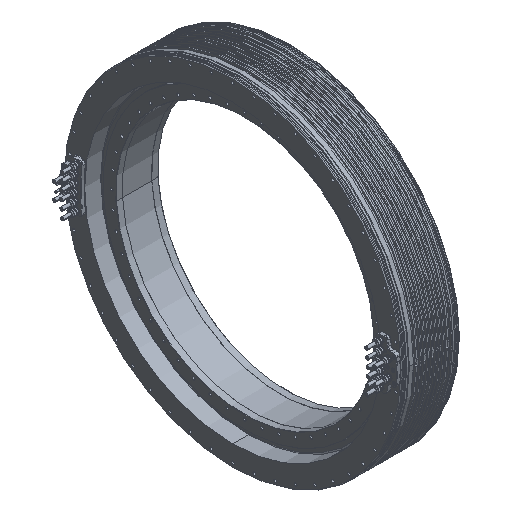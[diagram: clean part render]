
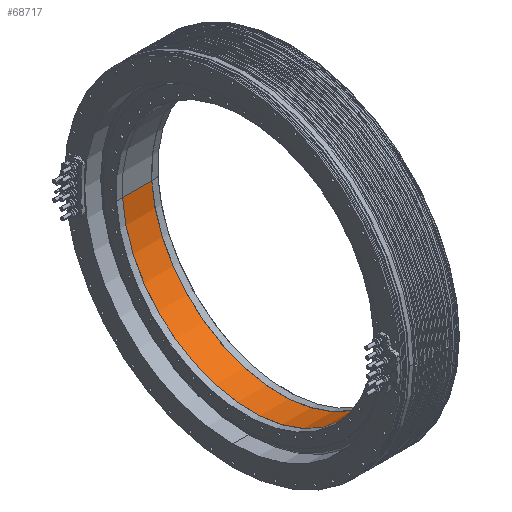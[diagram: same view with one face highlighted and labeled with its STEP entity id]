
A CAD part, isometric view. The second image highlights one B-rep face of the part: STEP entity #68717.
In plain terms, the highlighted cylindrical face has radius 400.25 mm (diameter 800.5 mm), a partial arc.
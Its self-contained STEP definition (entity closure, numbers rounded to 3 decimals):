
#62414=CARTESIAN_POINT('',(57.75,0.,0.));
#62415=DIRECTION('',(1.,0.,0.));
#62416=DIRECTION('',(0.,-0.998,0.065));
#62417=AXIS2_PLACEMENT_3D('',#62414,#62415,#62416);
#62424=DIRECTION('',(-1.,0.,0.));
#62425=VECTOR('',#62424,90.5);
#62426=CARTESIAN_POINT('',(57.75,-399.393,26.178));
#62427=LINE('',#62426,#62425);
#62428=DIRECTION('',(1.,0.,0.));
#62429=VECTOR('',#62428,90.5);
#62430=CARTESIAN_POINT('',(-32.75,399.393,
-26.178));
#62431=LINE('',#62430,#62429);
#62455=CARTESIAN_POINT('',(-32.75,0.,0.));
#62456=DIRECTION('',(-1.,0.,0.));
#62457=DIRECTION('',(0.,0.998,-0.065));
#62458=AXIS2_PLACEMENT_3D('',#62455,#62456,#62457);
#64213=CARTESIAN_POINT('',(57.75,-399.393,26.178));
#64214=VERTEX_POINT('',#64213);
#64215=CARTESIAN_POINT('',(57.75,399.393,-26.178));
#64216=VERTEX_POINT('',#64215);
#64217=CARTESIAN_POINT('',(-32.75,-399.393,
26.178));
#64218=VERTEX_POINT('',#64217);
#64219=CARTESIAN_POINT('',(-32.75,399.393,-26.178));
#64220=VERTEX_POINT('',#64219);
#68703=CARTESIAN_POINT('',(59.56,0.,0.));
#68704=DIRECTION('',(-1.,0.,0.));
#68705=DIRECTION('',(0.,-0.998,0.065));
#68706=AXIS2_PLACEMENT_3D('',#68703,#68704,#68705);
#68707=CYLINDRICAL_SURFACE('',#68706,400.25);
#68709=ORIENTED_EDGE('',*,*,#68708,.T.);
#68711=ORIENTED_EDGE('',*,*,#68710,.F.);
#68713=ORIENTED_EDGE('',*,*,#68712,.T.);
#68714=ORIENTED_EDGE('',*,*,#68696,.F.);
#68715=EDGE_LOOP('',(#68709,#68711,#68713,#68714));
#68716=FACE_OUTER_BOUND('',#68715,.F.);
#62418=CIRCLE('',#62417,400.25);
#62459=CIRCLE('',#62458,400.25);
#68696=EDGE_CURVE('',#64214,#64216,#62418,.T.);
#68708=EDGE_CURVE('',#64214,#64218,#62427,.T.);
#68710=EDGE_CURVE('',#64220,#64218,#62459,.T.);
#68712=EDGE_CURVE('',#64220,#64216,#62431,.T.);
#68717=ADVANCED_FACE('',(#68716),#68707,.F.);
